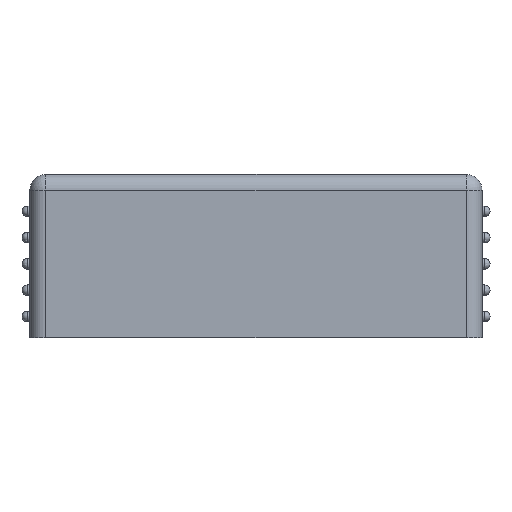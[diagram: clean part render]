
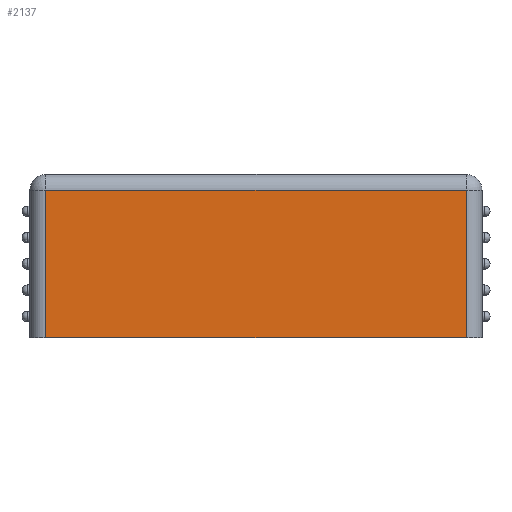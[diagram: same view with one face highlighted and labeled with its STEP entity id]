
A CAD part, front view. The second image highlights one B-rep face of the part: STEP entity #2137.
In plain terms, the highlighted planar face has unit normal (0, -1, 0).
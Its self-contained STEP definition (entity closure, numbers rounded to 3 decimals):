
#99=PLANE('',#2384);
#227=FACE_OUTER_BOUND('',#371,.T.);
#371=EDGE_LOOP('',(#1665,#1666,#1667,#1668));
#526=LINE('',#3481,#690);
#529=LINE('',#3506,#693);
#533=LINE('',#3512,#697);
#545=LINE('',#3542,#709);
#690=VECTOR('',#2845,10.);
#693=VECTOR('',#2872,10.);
#697=VECTOR('',#2878,10.);
#709=VECTOR('',#2910,10.);
#973=VERTEX_POINT('',#3470);
#976=VERTEX_POINT('',#3477);
#985=VERTEX_POINT('',#3499);
#987=VERTEX_POINT('',#3504);
#1214=EDGE_CURVE('',#973,#976,#526,.T.);
#1225=EDGE_CURVE('',#987,#985,#529,.T.);
#1229=EDGE_CURVE('',#985,#973,#533,.T.);
#1245=EDGE_CURVE('',#976,#987,#545,.T.);
#1665=ORIENTED_EDGE('',*,*,#1214,.F.);
#1666=ORIENTED_EDGE('',*,*,#1229,.F.);
#1667=ORIENTED_EDGE('',*,*,#1225,.F.);
#1668=ORIENTED_EDGE('',*,*,#1245,.F.);
#2137=ADVANCED_FACE('',(#227),#99,.T.);
#2384=AXIS2_PLACEMENT_3D('',#3541,#2908,#2909);
#2845=DIRECTION('',(0.,0.,-1.));
#2872=DIRECTION('',(0.,0.,1.));
#2878=DIRECTION('',(1.,0.,0.));
#2908=DIRECTION('center_axis',(0.,-1.,0.));
#2909=DIRECTION('ref_axis',(1.,0.,0.));
#2910=DIRECTION('',(-1.,0.,0.));
#3470=CARTESIAN_POINT('',(39.962,-24.048,20.));
#3477=CARTESIAN_POINT('',(39.962,-24.048,-8.));
#3481=CARTESIAN_POINT('',(39.962,-24.048,20.));
#3499=CARTESIAN_POINT('',(-40.038,-24.048,20.));
#3504=CARTESIAN_POINT('',(-40.038,-24.048,-8.));
#3506=CARTESIAN_POINT('',(-40.038,-24.048,20.));
#3512=CARTESIAN_POINT('',(-21.538,-24.048,20.));
#3541=CARTESIAN_POINT('Origin',(-43.038,-24.048,20.));
#3542=CARTESIAN_POINT('',(-43.038,-24.048,-8.));
